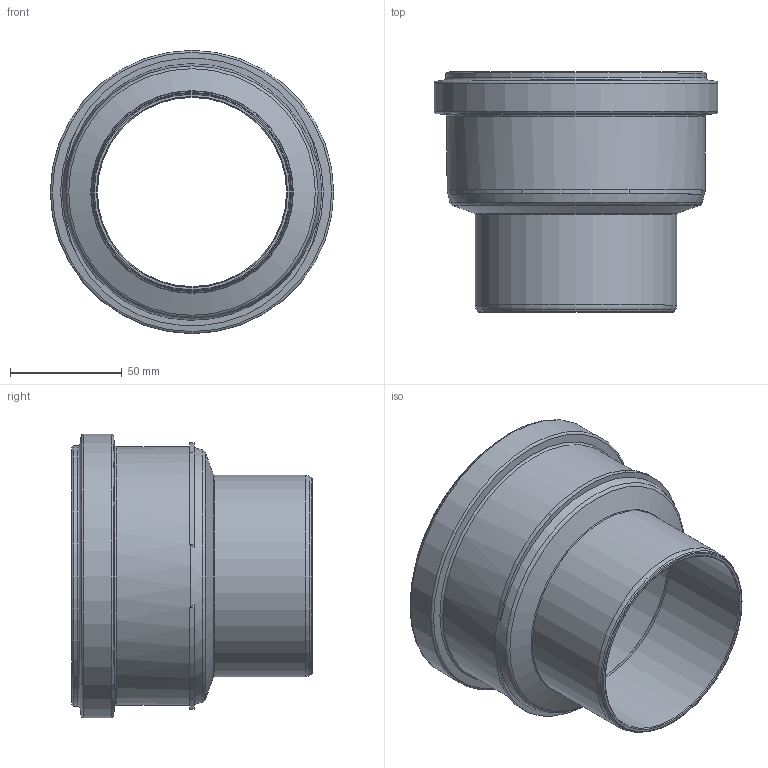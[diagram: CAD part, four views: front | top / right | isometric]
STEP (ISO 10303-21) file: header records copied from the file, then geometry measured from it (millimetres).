
FILE_DESCRIPTION(/* description */ (''),/* implementation_level */ '2;1');
FILE_NAME(/* name */ '175750 HTsafeSM Steckmuffe DN_OD 110_110.stp',/* time_stamp */ '2017-03-13T12:04:50+01:00',/* author */ ('user1'),/* organization */ (''),/* preprocessor_version */ 'ST-DEVELOPER v16.1',/* originating_system */ 'Autodesk Inventor 2016',/* authorisation */ '');
FILE_SCHEMA (('AUTOMOTIVE_DESIGN { 1 0 10303 214 3 1 1 }'));
Length unit declared in the file: millimetre
Products named in the file (1): 175750 HTsafeSM Steckmuffe DN_OD 110_110
Bounding box: 126.7 x 107.34 x 126.7 mm (x, y, z)
Volume: 103560.6 mm3; surface area: 82972.1 mm2
Topology: 1 solids, 1 shells, 51 faces, 109 edges, 61 vertices
Faces by surface type: torus 16, cylinder 15, plane 11, cone 9
Full cylindrical faces by diameter (mm): 84.6 x1, 90 x1, 110.9 x1, 111.5 x2, 115.7 x1, 116.3 x1, 121.9 x1, 126.7 x1
Entity records: 1204 total; most frequent: DIRECTION 230, CARTESIAN_POINT 190, ORIENTED_EDGE 148, AXIS2_PLACEMENT_3D 106, EDGE_LOOP 88, EDGE_CURVE 74, VERTEX_POINT 60, CIRCLE 54
